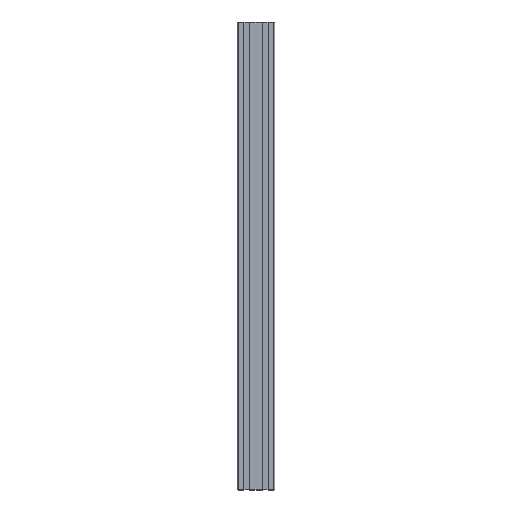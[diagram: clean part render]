
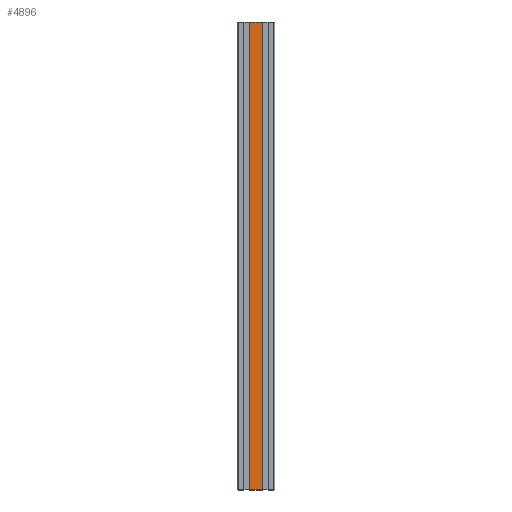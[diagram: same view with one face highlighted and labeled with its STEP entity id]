
A CAD part, top view. The second image highlights one B-rep face of the part: STEP entity #4896.
In plain terms, the highlighted planar face has unit normal (0, 0, 1).
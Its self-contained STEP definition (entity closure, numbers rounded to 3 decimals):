
#44 = PLANE('',#45);
#45 = AXIS2_PLACEMENT_3D('',#46,#47,#48);
#46 = CARTESIAN_POINT('',(10.,250.,0.));
#47 = DIRECTION('',(0.,1.,0.));
#48 = DIRECTION('',(0.,0.,1.));
#100 = PLANE('',#101);
#101 = AXIS2_PLACEMENT_3D('',#102,#103,#104);
#102 = CARTESIAN_POINT('',(10.,-250.,0.));
#103 = DIRECTION('',(0.,1.,0.));
#104 = DIRECTION('',(0.,0.,1.));
#419 = VERTEX_POINT('',#420);
#420 = CARTESIAN_POINT('',(3.1,250.,10.));
#434 = PLANE('',#435);
#435 = AXIS2_PLACEMENT_3D('',#436,#437,#438);
#436 = CARTESIAN_POINT('',(3.1,250.,8.2));
#437 = DIRECTION('',(-1.,0.,0.));
#438 = DIRECTION('',(0.,0.,1.));
#446 = EDGE_CURVE('',#419,#447,#449,.T.);
#447 = VERTEX_POINT('',#448);
#448 = CARTESIAN_POINT('',(16.9,250.,10.));
#449 = SURFACE_CURVE('',#450,(#454,#461),.PCURVE_S1.);
#450 = LINE('',#451,#452);
#451 = CARTESIAN_POINT('',(3.1,250.,10.));
#452 = VECTOR('',#453,1.);
#453 = DIRECTION('',(1.,0.,0.));
#454 = PCURVE('',#44,#455);
#455 = DEFINITIONAL_REPRESENTATION('',(#456),#460);
#456 = LINE('',#457,#458);
#457 = CARTESIAN_POINT('',(10.,-6.9));
#458 = VECTOR('',#459,1.);
#459 = DIRECTION('',(0.,1.));
#460 = ( GEOMETRIC_REPRESENTATION_CONTEXT(2) 
PARAMETRIC_REPRESENTATION_CONTEXT() REPRESENTATION_CONTEXT('2D SPACE',''
  ) );
#461 = PCURVE('',#462,#467);
#462 = PLANE('',#463);
#463 = AXIS2_PLACEMENT_3D('',#464,#465,#466);
#464 = CARTESIAN_POINT('',(3.1,250.,10.));
#465 = DIRECTION('',(0.,0.,1.));
#466 = DIRECTION('',(1.,0.,0.));
#467 = DEFINITIONAL_REPRESENTATION('',(#468),#472);
#468 = LINE('',#469,#470);
#469 = CARTESIAN_POINT('',(0.,0.));
#470 = VECTOR('',#471,1.);
#471 = DIRECTION('',(1.,0.));
#472 = ( GEOMETRIC_REPRESENTATION_CONTEXT(2) 
PARAMETRIC_REPRESENTATION_CONTEXT() REPRESENTATION_CONTEXT('2D SPACE',''
  ) );
#490 = PLANE('',#491);
#491 = AXIS2_PLACEMENT_3D('',#492,#493,#494);
#492 = CARTESIAN_POINT('',(16.9,250.,10.));
#493 = DIRECTION('',(1.,0.,0.));
#494 = DIRECTION('',(0.,0.,-1.));
#2730 = VERTEX_POINT('',#2731);
#2731 = CARTESIAN_POINT('',(3.1,-250.,10.));
#2752 = EDGE_CURVE('',#2730,#2753,#2755,.T.);
#2753 = VERTEX_POINT('',#2754);
#2754 = CARTESIAN_POINT('',(16.9,-250.,10.));
#2755 = SURFACE_CURVE('',#2756,(#2760,#2767),.PCURVE_S1.);
#2756 = LINE('',#2757,#2758);
#2757 = CARTESIAN_POINT('',(3.1,-250.,10.));
#2758 = VECTOR('',#2759,1.);
#2759 = DIRECTION('',(1.,0.,0.));
#2760 = PCURVE('',#100,#2761);
#2761 = DEFINITIONAL_REPRESENTATION('',(#2762),#2766);
#2762 = LINE('',#2763,#2764);
#2763 = CARTESIAN_POINT('',(10.,-6.9));
#2764 = VECTOR('',#2765,1.);
#2765 = DIRECTION('',(0.,1.));
#2766 = ( GEOMETRIC_REPRESENTATION_CONTEXT(2) 
PARAMETRIC_REPRESENTATION_CONTEXT() REPRESENTATION_CONTEXT('2D SPACE',''
  ) );
#2767 = PCURVE('',#462,#2768);
#2768 = DEFINITIONAL_REPRESENTATION('',(#2769),#2773);
#2769 = LINE('',#2770,#2771);
#2770 = CARTESIAN_POINT('',(0.,-500.));
#2771 = VECTOR('',#2772,1.);
#2772 = DIRECTION('',(1.,0.));
#2773 = ( GEOMETRIC_REPRESENTATION_CONTEXT(2) 
PARAMETRIC_REPRESENTATION_CONTEXT() REPRESENTATION_CONTEXT('2D SPACE',''
  ) );
#4848 = EDGE_CURVE('',#419,#2730,#4849,.T.);
#4849 = SURFACE_CURVE('',#4850,(#4854,#4861),.PCURVE_S1.);
#4850 = LINE('',#4851,#4852);
#4851 = CARTESIAN_POINT('',(3.1,250.,10.));
#4852 = VECTOR('',#4853,1.);
#4853 = DIRECTION('',(0.,-1.,0.));
#4854 = PCURVE('',#434,#4855);
#4855 = DEFINITIONAL_REPRESENTATION('',(#4856),#4860);
#4856 = LINE('',#4857,#4858);
#4857 = CARTESIAN_POINT('',(1.8,0.));
#4858 = VECTOR('',#4859,1.);
#4859 = DIRECTION('',(0.,-1.));
#4860 = ( GEOMETRIC_REPRESENTATION_CONTEXT(2) 
PARAMETRIC_REPRESENTATION_CONTEXT() REPRESENTATION_CONTEXT('2D SPACE',''
  ) );
#4861 = PCURVE('',#462,#4862);
#4862 = DEFINITIONAL_REPRESENTATION('',(#4863),#4867);
#4863 = LINE('',#4864,#4865);
#4864 = CARTESIAN_POINT('',(0.,0.));
#4865 = VECTOR('',#4866,1.);
#4866 = DIRECTION('',(0.,-1.));
#4867 = ( GEOMETRIC_REPRESENTATION_CONTEXT(2) 
PARAMETRIC_REPRESENTATION_CONTEXT() REPRESENTATION_CONTEXT('2D SPACE',''
  ) );
#4896 = ADVANCED_FACE('',(#4897),#462,.T.);
#4897 = FACE_BOUND('',#4898,.T.);
#4898 = EDGE_LOOP('',(#4899,#4900,#4901,#4922));
#4899 = ORIENTED_EDGE('',*,*,#4848,.T.);
#4900 = ORIENTED_EDGE('',*,*,#2752,.T.);
#4901 = ORIENTED_EDGE('',*,*,#4902,.F.);
#4902 = EDGE_CURVE('',#447,#2753,#4903,.T.);
#4903 = SURFACE_CURVE('',#4904,(#4908,#4915),.PCURVE_S1.);
#4904 = LINE('',#4905,#4906);
#4905 = CARTESIAN_POINT('',(16.9,250.,10.));
#4906 = VECTOR('',#4907,1.);
#4907 = DIRECTION('',(0.,-1.,0.));
#4908 = PCURVE('',#462,#4909);
#4909 = DEFINITIONAL_REPRESENTATION('',(#4910),#4914);
#4910 = LINE('',#4911,#4912);
#4911 = CARTESIAN_POINT('',(13.8,0.));
#4912 = VECTOR('',#4913,1.);
#4913 = DIRECTION('',(0.,-1.));
#4914 = ( GEOMETRIC_REPRESENTATION_CONTEXT(2) 
PARAMETRIC_REPRESENTATION_CONTEXT() REPRESENTATION_CONTEXT('2D SPACE',''
  ) );
#4915 = PCURVE('',#490,#4916);
#4916 = DEFINITIONAL_REPRESENTATION('',(#4917),#4921);
#4917 = LINE('',#4918,#4919);
#4918 = CARTESIAN_POINT('',(0.,0.));
#4919 = VECTOR('',#4920,1.);
#4920 = DIRECTION('',(0.,-1.));
#4921 = ( GEOMETRIC_REPRESENTATION_CONTEXT(2) 
PARAMETRIC_REPRESENTATION_CONTEXT() REPRESENTATION_CONTEXT('2D SPACE',''
  ) );
#4922 = ORIENTED_EDGE('',*,*,#446,.F.);
